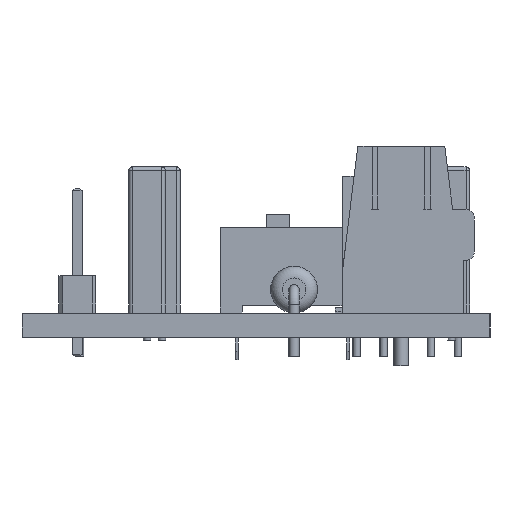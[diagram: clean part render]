
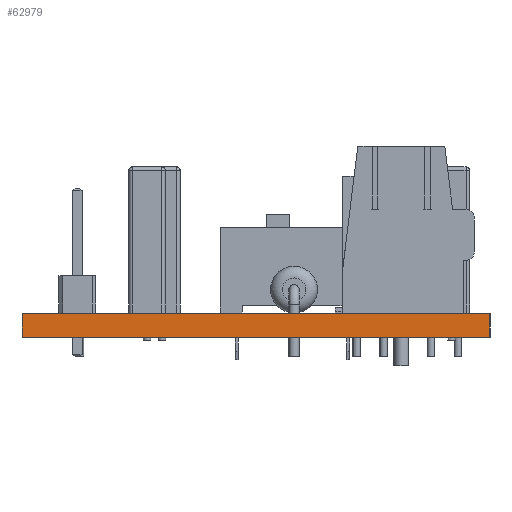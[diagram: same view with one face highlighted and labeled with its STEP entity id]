
A CAD part, left-side view. The second image highlights one B-rep face of the part: STEP entity #62979.
In plain terms, the highlighted planar face has unit normal (-1, 0, 0).
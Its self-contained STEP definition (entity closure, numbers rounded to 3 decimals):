
#55015 = PLANE('',#55016);
#55016 = AXIS2_PLACEMENT_3D('',#55017,#55018,#55019);
#55017 = CARTESIAN_POINT('',(89.508,-74.,0.));
#55018 = DIRECTION('',(0.,1.,0.));
#55019 = DIRECTION('',(1.,0.,0.));
#55043 = PLANE('',#55044);
#55044 = AXIS2_PLACEMENT_3D('',#55045,#55046,#55047);
#55045 = CARTESIAN_POINT('',(145.508,-90.,1.6));
#55046 = DIRECTION('',(0.,0.,-1.));
#55047 = DIRECTION('',(-1.,0.,0.));
#55071 = PLANE('',#55072);
#55072 = AXIS2_PLACEMENT_3D('',#55073,#55074,#55075);
#55073 = CARTESIAN_POINT('',(201.508,-106.,0.));
#55074 = DIRECTION('',(0.,-1.,0.));
#55075 = DIRECTION('',(-1.,0.,0.));
#55097 = PLANE('',#55098);
#55098 = AXIS2_PLACEMENT_3D('',#55099,#55100,#55101);
#55099 = CARTESIAN_POINT('',(145.508,-90.,0.));
#55100 = DIRECTION('',(0.,0.,-1.));
#55101 = DIRECTION('',(-1.,0.,0.));
#55112 = EDGE_CURVE('',#55113,#55115,#55117,.T.);
#55113 = VERTEX_POINT('',#55114);
#55114 = CARTESIAN_POINT('',(89.508,-74.,0.));
#55115 = VERTEX_POINT('',#55116);
#55116 = CARTESIAN_POINT('',(89.508,-74.,1.6));
#55117 = SURFACE_CURVE('',#55118,(#55122,#55129),.PCURVE_S1.);
#55118 = LINE('',#55119,#55120);
#55119 = CARTESIAN_POINT('',(89.508,-74.,0.));
#55120 = VECTOR('',#55121,1.);
#55121 = DIRECTION('',(0.,0.,1.));
#55122 = PCURVE('',#55015,#55123);
#55123 = DEFINITIONAL_REPRESENTATION('',(#55124),#55128);
#55124 = LINE('',#55125,#55126);
#55125 = CARTESIAN_POINT('',(0.,0.));
#55126 = VECTOR('',#55127,1.);
#55127 = DIRECTION('',(0.,-1.));
#55128 = ( GEOMETRIC_REPRESENTATION_CONTEXT(2) 
PARAMETRIC_REPRESENTATION_CONTEXT() REPRESENTATION_CONTEXT('2D SPACE',''
  ) );
#55129 = PCURVE('',#55130,#55135);
#55130 = PLANE('',#55131);
#55131 = AXIS2_PLACEMENT_3D('',#55132,#55133,#55134);
#55132 = CARTESIAN_POINT('',(89.508,-106.,0.));
#55133 = DIRECTION('',(-1.,0.,0.));
#55134 = DIRECTION('',(0.,1.,0.));
#55135 = DEFINITIONAL_REPRESENTATION('',(#55136),#55140);
#55136 = LINE('',#55137,#55138);
#55137 = CARTESIAN_POINT('',(32.,0.));
#55138 = VECTOR('',#55139,1.);
#55139 = DIRECTION('',(0.,-1.));
#55140 = ( GEOMETRIC_REPRESENTATION_CONTEXT(2) 
PARAMETRIC_REPRESENTATION_CONTEXT() REPRESENTATION_CONTEXT('2D SPACE',''
  ) );
#55190 = VERTEX_POINT('',#55191);
#55191 = CARTESIAN_POINT('',(89.508,-106.,1.6));
#55212 = EDGE_CURVE('',#55213,#55190,#55215,.T.);
#55213 = VERTEX_POINT('',#55214);
#55214 = CARTESIAN_POINT('',(89.508,-106.,0.));
#55215 = SURFACE_CURVE('',#55216,(#55220,#55227),.PCURVE_S1.);
#55216 = LINE('',#55217,#55218);
#55217 = CARTESIAN_POINT('',(89.508,-106.,0.));
#55218 = VECTOR('',#55219,1.);
#55219 = DIRECTION('',(0.,0.,1.));
#55220 = PCURVE('',#55071,#55221);
#55221 = DEFINITIONAL_REPRESENTATION('',(#55222),#55226);
#55222 = LINE('',#55223,#55224);
#55223 = CARTESIAN_POINT('',(112.,0.));
#55224 = VECTOR('',#55225,1.);
#55225 = DIRECTION('',(0.,-1.));
#55226 = ( GEOMETRIC_REPRESENTATION_CONTEXT(2) 
PARAMETRIC_REPRESENTATION_CONTEXT() REPRESENTATION_CONTEXT('2D SPACE',''
  ) );
#55227 = PCURVE('',#55130,#55228);
#55228 = DEFINITIONAL_REPRESENTATION('',(#55229),#55233);
#55229 = LINE('',#55230,#55231);
#55230 = CARTESIAN_POINT('',(0.,0.));
#55231 = VECTOR('',#55232,1.);
#55232 = DIRECTION('',(0.,-1.));
#55233 = ( GEOMETRIC_REPRESENTATION_CONTEXT(2) 
PARAMETRIC_REPRESENTATION_CONTEXT() REPRESENTATION_CONTEXT('2D SPACE',''
  ) );
#55261 = EDGE_CURVE('',#55213,#55113,#55262,.T.);
#55262 = SURFACE_CURVE('',#55263,(#55267,#55274),.PCURVE_S1.);
#55263 = LINE('',#55264,#55265);
#55264 = CARTESIAN_POINT('',(89.508,-106.,0.));
#55265 = VECTOR('',#55266,1.);
#55266 = DIRECTION('',(0.,1.,0.));
#55267 = PCURVE('',#55097,#55268);
#55268 = DEFINITIONAL_REPRESENTATION('',(#55269),#55273);
#55269 = LINE('',#55270,#55271);
#55270 = CARTESIAN_POINT('',(56.,-16.));
#55271 = VECTOR('',#55272,1.);
#55272 = DIRECTION('',(0.,1.));
#55273 = ( GEOMETRIC_REPRESENTATION_CONTEXT(2) 
PARAMETRIC_REPRESENTATION_CONTEXT() REPRESENTATION_CONTEXT('2D SPACE',''
  ) );
#55274 = PCURVE('',#55130,#55275);
#55275 = DEFINITIONAL_REPRESENTATION('',(#55276),#55280);
#55276 = LINE('',#55277,#55278);
#55277 = CARTESIAN_POINT('',(0.,0.));
#55278 = VECTOR('',#55279,1.);
#55279 = DIRECTION('',(1.,0.));
#55280 = ( GEOMETRIC_REPRESENTATION_CONTEXT(2) 
PARAMETRIC_REPRESENTATION_CONTEXT() REPRESENTATION_CONTEXT('2D SPACE',''
  ) );
#59418 = EDGE_CURVE('',#55190,#55115,#59419,.T.);
#59419 = SURFACE_CURVE('',#59420,(#59424,#59431),.PCURVE_S1.);
#59420 = LINE('',#59421,#59422);
#59421 = CARTESIAN_POINT('',(89.508,-106.,1.6));
#59422 = VECTOR('',#59423,1.);
#59423 = DIRECTION('',(0.,1.,0.));
#59424 = PCURVE('',#55043,#59425);
#59425 = DEFINITIONAL_REPRESENTATION('',(#59426),#59430);
#59426 = LINE('',#59427,#59428);
#59427 = CARTESIAN_POINT('',(56.,-16.));
#59428 = VECTOR('',#59429,1.);
#59429 = DIRECTION('',(0.,1.));
#59430 = ( GEOMETRIC_REPRESENTATION_CONTEXT(2) 
PARAMETRIC_REPRESENTATION_CONTEXT() REPRESENTATION_CONTEXT('2D SPACE',''
  ) );
#59431 = PCURVE('',#55130,#59432);
#59432 = DEFINITIONAL_REPRESENTATION('',(#59433),#59437);
#59433 = LINE('',#59434,#59435);
#59434 = CARTESIAN_POINT('',(0.,-1.6));
#59435 = VECTOR('',#59436,1.);
#59436 = DIRECTION('',(1.,0.));
#59437 = ( GEOMETRIC_REPRESENTATION_CONTEXT(2) 
PARAMETRIC_REPRESENTATION_CONTEXT() REPRESENTATION_CONTEXT('2D SPACE',''
  ) );
#62979 = ADVANCED_FACE('',(#62980),#55130,.T.);
#62980 = FACE_BOUND('',#62981,.T.);
#62981 = EDGE_LOOP('',(#62982,#62983,#62984,#62985));
#62982 = ORIENTED_EDGE('',*,*,#55212,.T.);
#62983 = ORIENTED_EDGE('',*,*,#59418,.T.);
#62984 = ORIENTED_EDGE('',*,*,#55112,.F.);
#62985 = ORIENTED_EDGE('',*,*,#55261,.F.);
